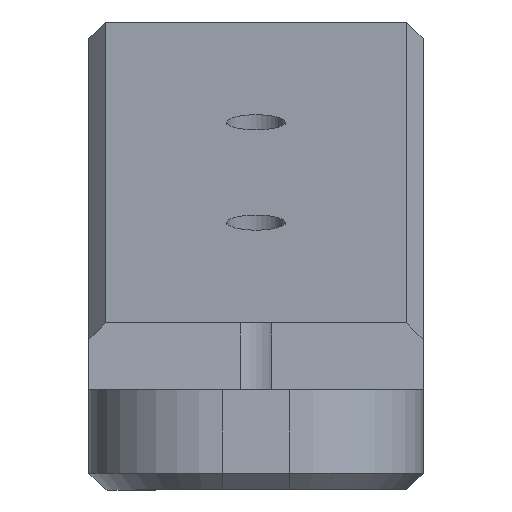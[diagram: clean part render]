
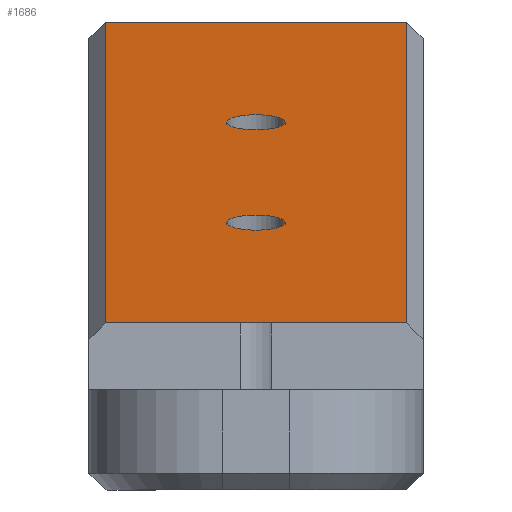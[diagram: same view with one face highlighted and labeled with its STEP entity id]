
A CAD part, front view. The second image highlights one B-rep face of the part: STEP entity #1686.
In plain terms, the highlighted planar face has unit normal (0, -0.257, 0.966).
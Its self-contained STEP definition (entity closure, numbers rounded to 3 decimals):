
#240 = PLANE('',#241);
#241 = AXIS2_PLACEMENT_3D('',#242,#243,#244);
#242 = CARTESIAN_POINT('',(-25.023,67.626,-12.883));
#243 = DIRECTION('',(-0.707,-0.182,0.683));
#244 = DIRECTION('',(0.,-0.966,-0.257
    ));
#562 = PLANE('',#563);
#563 = AXIS2_PLACEMENT_3D('',#564,#565,#566);
#564 = CARTESIAN_POINT('',(-25.523,-0.148,-30.4));
#565 = DIRECTION('',(0.,0.,-1.));
#566 = DIRECTION('',(0.,-1.,0.));
#578 = VERTEX_POINT('',#579);
#579 = CARTESIAN_POINT('',(-24.523,-0.148,-30.4));
#627 = VERTEX_POINT('',#628);
#628 = CARTESIAN_POINT('',(-24.523,67.498,-12.4));
#651 = EDGE_CURVE('',#627,#578,#652,.T.);
#652 = SURFACE_CURVE('',#653,(#657,#664),.PCURVE_S1.);
#653 = LINE('',#654,#655);
#654 = CARTESIAN_POINT('',(-24.523,67.498,-12.4));
#655 = VECTOR('',#656,1.);
#656 = DIRECTION('',(0.,-0.966,-0.257
    ));
#657 = PCURVE('',#240,#658);
#658 = DEFINITIONAL_REPRESENTATION('',(#659),#663);
#659 = LINE('',#660,#661);
#660 = CARTESIAN_POINT('',(0.,0.707));
#661 = VECTOR('',#662,1.);
#662 = DIRECTION('',(1.,0.));
#663 = ( GEOMETRIC_REPRESENTATION_CONTEXT(2) 
PARAMETRIC_REPRESENTATION_CONTEXT() REPRESENTATION_CONTEXT('2D SPACE',''
  ) );
#664 = PCURVE('',#665,#670);
#665 = PLANE('',#666);
#666 = AXIS2_PLACEMENT_3D('',#667,#668,#669);
#667 = CARTESIAN_POINT('',(-25.523,67.498,-12.4));
#668 = DIRECTION('',(0.,0.257,-0.966)
  );
#669 = DIRECTION('',(0.,-0.966,-0.257
    ));
#670 = DEFINITIONAL_REPRESENTATION('',(#671),#675);
#671 = LINE('',#672,#673);
#672 = CARTESIAN_POINT('',(0.,-1.));
#673 = VECTOR('',#674,1.);
#674 = DIRECTION('',(1.,0.));
#675 = ( GEOMETRIC_REPRESENTATION_CONTEXT(2) 
PARAMETRIC_REPRESENTATION_CONTEXT() REPRESENTATION_CONTEXT('2D SPACE',''
  ) );
#719 = PLANE('',#720);
#720 = AXIS2_PLACEMENT_3D('',#721,#722,#723);
#721 = CARTESIAN_POINT('',(-25.523,73.998,-12.4));
#722 = DIRECTION('',(0.,0.,-1.));
#723 = DIRECTION('',(0.,-1.,0.));
#1243 = PLANE('',#1244);
#1244 = AXIS2_PLACEMENT_3D('',#1245,#1246,#1247);
#1245 = CARTESIAN_POINT('',(-6.023,67.626,-12.883));
#1246 = DIRECTION('',(-0.707,0.182,-0.683));
#1247 = DIRECTION('',(0.,0.966,0.257)
  );
#1569 = EDGE_CURVE('',#578,#1570,#1572,.T.);
#1570 = VERTEX_POINT('',#1571);
#1571 = CARTESIAN_POINT('',(-6.523,-0.148,-30.4));
#1572 = SURFACE_CURVE('',#1573,(#1577,#1584),.PCURVE_S1.);
#1573 = LINE('',#1574,#1575);
#1574 = CARTESIAN_POINT('',(-25.523,-0.148,-30.4));
#1575 = VECTOR('',#1576,1.);
#1576 = DIRECTION('',(1.,0.,0.));
#1577 = PCURVE('',#562,#1578);
#1578 = DEFINITIONAL_REPRESENTATION('',(#1579),#1583);
#1579 = LINE('',#1580,#1581);
#1580 = CARTESIAN_POINT('',(-0.,-0.));
#1581 = VECTOR('',#1582,1.);
#1582 = DIRECTION('',(0.,-1.));
#1583 = ( GEOMETRIC_REPRESENTATION_CONTEXT(2) 
PARAMETRIC_REPRESENTATION_CONTEXT() REPRESENTATION_CONTEXT('2D SPACE',''
  ) );
#1584 = PCURVE('',#665,#1585);
#1585 = DEFINITIONAL_REPRESENTATION('',(#1586),#1590);
#1586 = LINE('',#1587,#1588);
#1587 = CARTESIAN_POINT('',(70.,0.));
#1588 = VECTOR('',#1589,1.);
#1589 = DIRECTION('',(0.,-1.));
#1590 = ( GEOMETRIC_REPRESENTATION_CONTEXT(2) 
PARAMETRIC_REPRESENTATION_CONTEXT() REPRESENTATION_CONTEXT('2D SPACE',''
  ) );
#1686 = ADVANCED_FACE('',(#1687,#1735,#1770),#665,.F.);
#1687 = FACE_BOUND('',#1688,.F.);
#1688 = EDGE_LOOP('',(#1689,#1712,#1733,#1734));
#1689 = ORIENTED_EDGE('',*,*,#1690,.T.);
#1690 = EDGE_CURVE('',#627,#1691,#1693,.T.);
#1691 = VERTEX_POINT('',#1692);
#1692 = CARTESIAN_POINT('',(-6.523,67.498,-12.4));
#1693 = SURFACE_CURVE('',#1694,(#1698,#1705),.PCURVE_S1.);
#1694 = LINE('',#1695,#1696);
#1695 = CARTESIAN_POINT('',(-25.523,67.498,-12.4));
#1696 = VECTOR('',#1697,1.);
#1697 = DIRECTION('',(1.,0.,0.));
#1698 = PCURVE('',#665,#1699);
#1699 = DEFINITIONAL_REPRESENTATION('',(#1700),#1704);
#1700 = LINE('',#1701,#1702);
#1701 = CARTESIAN_POINT('',(-0.,-0.));
#1702 = VECTOR('',#1703,1.);
#1703 = DIRECTION('',(0.,-1.));
#1704 = ( GEOMETRIC_REPRESENTATION_CONTEXT(2) 
PARAMETRIC_REPRESENTATION_CONTEXT() REPRESENTATION_CONTEXT('2D SPACE',''
  ) );
#1705 = PCURVE('',#719,#1706);
#1706 = DEFINITIONAL_REPRESENTATION('',(#1707),#1711);
#1707 = LINE('',#1708,#1709);
#1708 = CARTESIAN_POINT('',(6.5,0.));
#1709 = VECTOR('',#1710,1.);
#1710 = DIRECTION('',(0.,-1.));
#1711 = ( GEOMETRIC_REPRESENTATION_CONTEXT(2) 
PARAMETRIC_REPRESENTATION_CONTEXT() REPRESENTATION_CONTEXT('2D SPACE',''
  ) );
#1712 = ORIENTED_EDGE('',*,*,#1713,.T.);
#1713 = EDGE_CURVE('',#1691,#1570,#1714,.T.);
#1714 = SURFACE_CURVE('',#1715,(#1719,#1726),.PCURVE_S1.);
#1715 = LINE('',#1716,#1717);
#1716 = CARTESIAN_POINT('',(-6.523,67.498,-12.4));
#1717 = VECTOR('',#1718,1.);
#1718 = DIRECTION('',(0.,-0.966,
    -0.257));
#1719 = PCURVE('',#665,#1720);
#1720 = DEFINITIONAL_REPRESENTATION('',(#1721),#1725);
#1721 = LINE('',#1722,#1723);
#1722 = CARTESIAN_POINT('',(0.,-19.));
#1723 = VECTOR('',#1724,1.);
#1724 = DIRECTION('',(1.,0.));
#1725 = ( GEOMETRIC_REPRESENTATION_CONTEXT(2) 
PARAMETRIC_REPRESENTATION_CONTEXT() REPRESENTATION_CONTEXT('2D SPACE',''
  ) );
#1726 = PCURVE('',#1243,#1727);
#1727 = DEFINITIONAL_REPRESENTATION('',(#1728),#1732);
#1728 = LINE('',#1729,#1730);
#1729 = CARTESIAN_POINT('',(0.,-0.707));
#1730 = VECTOR('',#1731,1.);
#1731 = DIRECTION('',(-1.,0.));
#1732 = ( GEOMETRIC_REPRESENTATION_CONTEXT(2) 
PARAMETRIC_REPRESENTATION_CONTEXT() REPRESENTATION_CONTEXT('2D SPACE',''
  ) );
#1733 = ORIENTED_EDGE('',*,*,#1569,.F.);
#1734 = ORIENTED_EDGE('',*,*,#651,.F.);
#1735 = FACE_BOUND('',#1736,.F.);
#1736 = EDGE_LOOP('',(#1737));
#1737 = ORIENTED_EDGE('',*,*,#1738,.T.);
#1738 = EDGE_CURVE('',#1739,#1739,#1741,.T.);
#1739 = VERTEX_POINT('',#1740);
#1740 = CARTESIAN_POINT('',(-15.523,20.709,-24.85));
#1741 = SURFACE_CURVE('',#1742,(#1747,#1758),.PCURVE_S1.);
#1742 = CIRCLE('',#1743,1.75);
#1743 = AXIS2_PLACEMENT_3D('',#1744,#1745,#1746);
#1744 = CARTESIAN_POINT('',(-15.523,22.4,-24.4));
#1745 = DIRECTION('',(0.,-0.257,0.966
    ));
#1746 = DIRECTION('',(0.,-0.966,
    -0.257));
#1747 = PCURVE('',#665,#1748);
#1748 = DEFINITIONAL_REPRESENTATION('',(#1749),#1757);
#1749 = ( BOUNDED_CURVE() B_SPLINE_CURVE(2,(#1750,#1751,#1752,#1753,
#1754,#1755,#1756),.UNSPECIFIED.,.T.,.F.) B_SPLINE_CURVE_WITH_KNOTS((1,2
    ,2,2,2,1),(-2.094,0.,2.094,4.189,
6.283,8.378),.UNSPECIFIED.) CURVE() 
GEOMETRIC_REPRESENTATION_ITEM() RATIONAL_B_SPLINE_CURVE((1.,0.5,1.,0.5,
1.,0.5,1.)) REPRESENTATION_ITEM('') );
#1750 = CARTESIAN_POINT('',(48.417,-10.));
#1751 = CARTESIAN_POINT('',(48.417,-13.031));
#1752 = CARTESIAN_POINT('',(45.792,-11.516));
#1753 = CARTESIAN_POINT('',(43.167,-10.));
#1754 = CARTESIAN_POINT('',(45.792,-8.484));
#1755 = CARTESIAN_POINT('',(48.417,-6.969));
#1756 = CARTESIAN_POINT('',(48.417,-10.));
#1757 = ( GEOMETRIC_REPRESENTATION_CONTEXT(2) 
PARAMETRIC_REPRESENTATION_CONTEXT() REPRESENTATION_CONTEXT('2D SPACE',''
  ) );
#1758 = PCURVE('',#1759,#1764);
#1759 = CYLINDRICAL_SURFACE('',#1760,1.75);
#1760 = AXIS2_PLACEMENT_3D('',#1761,#1762,#1763);
#1761 = CARTESIAN_POINT('',(-15.523,22.4,-24.4));
#1762 = DIRECTION('',(0.,-0.257,0.966)
  );
#1763 = DIRECTION('',(0.,-0.966,
    -0.257));
#1764 = DEFINITIONAL_REPRESENTATION('',(#1765),#1769);
#1765 = LINE('',#1766,#1767);
#1766 = CARTESIAN_POINT('',(0.,0.));
#1767 = VECTOR('',#1768,1.);
#1768 = DIRECTION('',(1.,0.));
#1769 = ( GEOMETRIC_REPRESENTATION_CONTEXT(2) 
PARAMETRIC_REPRESENTATION_CONTEXT() REPRESENTATION_CONTEXT('2D SPACE',''
  ) );
#1770 = FACE_BOUND('',#1771,.F.);
#1771 = EDGE_LOOP('',(#1772));
#1772 = ORIENTED_EDGE('',*,*,#1773,.T.);
#1773 = EDGE_CURVE('',#1774,#1774,#1776,.T.);
#1774 = VERTEX_POINT('',#1775);
#1775 = CARTESIAN_POINT('',(-15.523,43.258,-18.85));
#1776 = SURFACE_CURVE('',#1777,(#1782,#1793),.PCURVE_S1.);
#1777 = CIRCLE('',#1778,1.75);
#1778 = AXIS2_PLACEMENT_3D('',#1779,#1780,#1781);
#1779 = CARTESIAN_POINT('',(-15.523,44.949,-18.4));
#1780 = DIRECTION('',(0.,-0.257,0.966
    ));
#1781 = DIRECTION('',(0.,-0.966,
    -0.257));
#1782 = PCURVE('',#665,#1783);
#1783 = DEFINITIONAL_REPRESENTATION('',(#1784),#1792);
#1784 = ( BOUNDED_CURVE() B_SPLINE_CURVE(2,(#1785,#1786,#1787,#1788,
#1789,#1790,#1791),.UNSPECIFIED.,.T.,.F.) B_SPLINE_CURVE_WITH_KNOTS((1,2
    ,2,2,2,1),(-2.094,0.,2.094,4.189,
6.283,8.378),.UNSPECIFIED.) CURVE() 
GEOMETRIC_REPRESENTATION_ITEM() RATIONAL_B_SPLINE_CURVE((1.,0.5,1.,0.5,
1.,0.5,1.)) REPRESENTATION_ITEM('') );
#1785 = CARTESIAN_POINT('',(25.083,-10.));
#1786 = CARTESIAN_POINT('',(25.083,-13.031));
#1787 = CARTESIAN_POINT('',(22.458,-11.516));
#1788 = CARTESIAN_POINT('',(19.833,-10.));
#1789 = CARTESIAN_POINT('',(22.458,-8.484));
#1790 = CARTESIAN_POINT('',(25.083,-6.969));
#1791 = CARTESIAN_POINT('',(25.083,-10.));
#1792 = ( GEOMETRIC_REPRESENTATION_CONTEXT(2) 
PARAMETRIC_REPRESENTATION_CONTEXT() REPRESENTATION_CONTEXT('2D SPACE',''
  ) );
#1793 = PCURVE('',#1794,#1799);
#1794 = CYLINDRICAL_SURFACE('',#1795,1.75);
#1795 = AXIS2_PLACEMENT_3D('',#1796,#1797,#1798);
#1796 = CARTESIAN_POINT('',(-15.523,44.949,-18.4));
#1797 = DIRECTION('',(0.,-0.257,0.966)
  );
#1798 = DIRECTION('',(0.,-0.966,
    -0.257));
#1799 = DEFINITIONAL_REPRESENTATION('',(#1800),#1804);
#1800 = LINE('',#1801,#1802);
#1801 = CARTESIAN_POINT('',(0.,0.));
#1802 = VECTOR('',#1803,1.);
#1803 = DIRECTION('',(1.,0.));
#1804 = ( GEOMETRIC_REPRESENTATION_CONTEXT(2) 
PARAMETRIC_REPRESENTATION_CONTEXT() REPRESENTATION_CONTEXT('2D SPACE',''
  ) );
